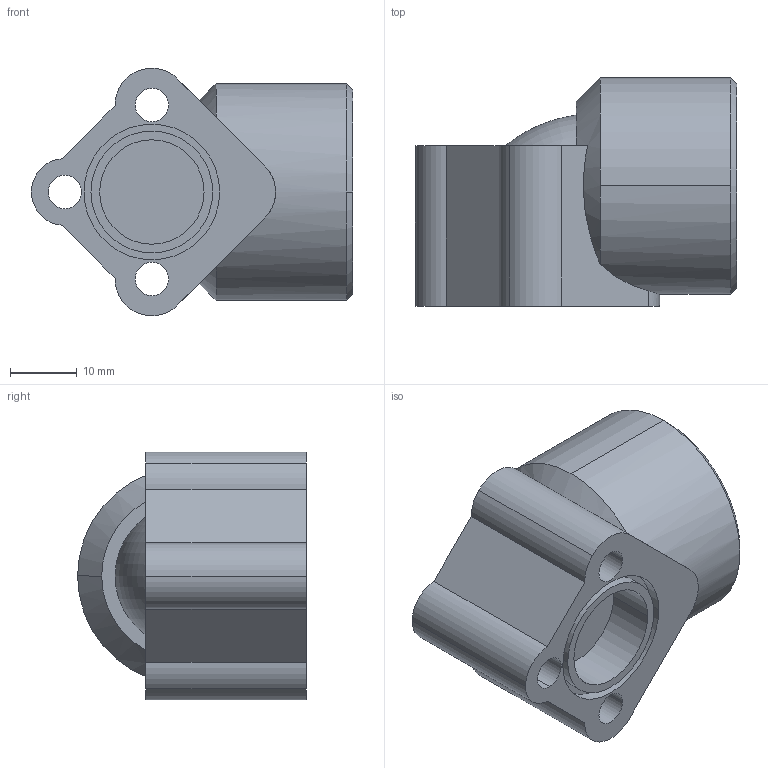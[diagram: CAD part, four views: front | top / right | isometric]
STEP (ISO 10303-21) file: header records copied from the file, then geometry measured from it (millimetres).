
FILE_DESCRIPTION(('STEP AP203'),'1');
FILE_NAME('b3-102.stp','2022-03-14T16:31:09',('TraceParts'),('TraceParts S.A.'),'Spatial InterOp 3D',' ',' ');
FILE_SCHEMA(('CONFIG_CONTROL_DESIGN'));
Length unit declared in the file: millimetre
Products named in the file (1): 1
Bounding box: 48 x 34.2 x 36.96 mm (x, y, z)
Volume: 25473.7 mm3; surface area: 9124 mm2
Topology: 1 solids, 1 shells, 42 faces, 108 edges, 72 vertices
Faces by surface type: cylinder 23, plane 12, cone 6, torus 1
Entity records: 1494 total; most frequent: CARTESIAN_POINT 366, DIRECTION 246, ORIENTED_EDGE 216, EDGE_CURVE 108, AXIS2_PLACEMENT_3D 102, VERTEX_POINT 72, CIRCLE 57, EDGE_LOOP 52
